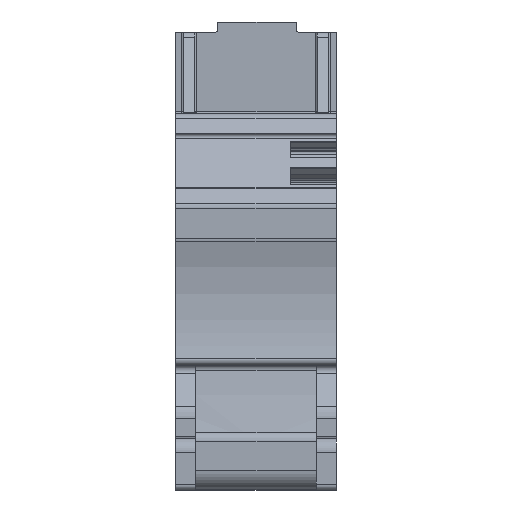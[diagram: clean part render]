
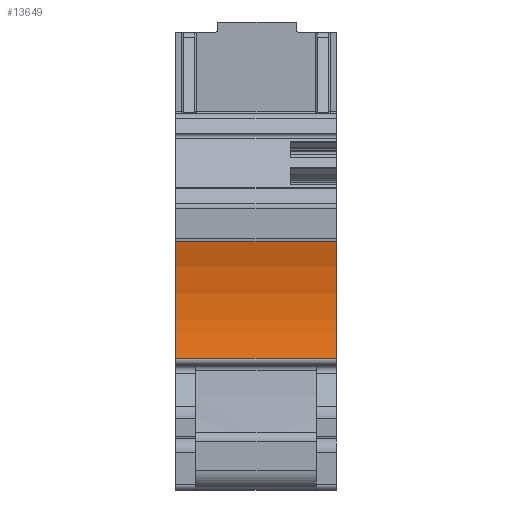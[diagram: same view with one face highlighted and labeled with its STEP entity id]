
A CAD part, front view. The second image highlights one B-rep face of the part: STEP entity #13649.
In plain terms, the highlighted cylindrical face has radius 20.8 mm (diameter 41.6 mm), a partial arc.
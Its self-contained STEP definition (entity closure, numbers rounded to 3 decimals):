
#13597=AXIS2_PLACEMENT_3D('Cylinder Axis2P3D',#13594,#13595,#13596) ;
#13610=AXIS2_PLACEMENT_3D('Circle Axis2P3D',#13608,#13609,$) ;
#13617=AXIS2_PLACEMENT_3D('Circle Axis2P3D',#13615,#13616,$) ;
#13631=AXIS2_PLACEMENT_3D('Circle Axis2P3D',#13629,#13630,$) ;
#13638=AXIS2_PLACEMENT_3D('Circle Axis2P3D',#13636,#13637,$) ;
#13594=CARTESIAN_POINT('Axis2P3D Location',(8.,-19.244,19.024)) ;
#13599=CARTESIAN_POINT('Line Origine',(8.,0.744,24.777)) ;
#13603=CARTESIAN_POINT('Vertex',(0.,0.744,24.777)) ;
#13605=CARTESIAN_POINT('Vertex',(16.,0.744,24.777)) ;
#13608=CARTESIAN_POINT('Axis2P3D Location',(0.,-19.244,19.024)) ;
#13612=CARTESIAN_POINT('Vertex',(0.,1.448,16.911)) ;
#13615=CARTESIAN_POINT('Axis2P3D Location',(0.,-19.244,19.024)) ;
#13619=CARTESIAN_POINT('Vertex',(0.,0.692,13.092)) ;
#13622=CARTESIAN_POINT('Line Origine',(8.,0.692,13.092)) ;
#13626=CARTESIAN_POINT('Vertex',(16.,0.692,13.092)) ;
#13629=CARTESIAN_POINT('Axis2P3D Location',(16.,-19.244,19.024)) ;
#13633=CARTESIAN_POINT('Vertex',(16.,1.448,16.911)) ;
#13636=CARTESIAN_POINT('Axis2P3D Location',(16.,-19.244,19.024)) ;
#13595=DIRECTION('Axis2P3D Direction',(-1.,0.,0.)) ;
#13596=DIRECTION('Axis2P3D XDirection',(0.,0.959,0.283)) ;
#13600=DIRECTION('Vector Direction',(-1.,0.,0.)) ;
#13609=DIRECTION('Axis2P3D Direction',(-1.,0.,0.)) ;
#13616=DIRECTION('Axis2P3D Direction',(-1.,0.,0.)) ;
#13623=DIRECTION('Vector Direction',(-1.,0.,0.)) ;
#13630=DIRECTION('Axis2P3D Direction',(-1.,0.,0.)) ;
#13637=DIRECTION('Axis2P3D Direction',(-1.,0.,0.)) ;
#13601=VECTOR('Line Direction',#13600,1.) ;
#13624=VECTOR('Line Direction',#13623,1.) ;
#13642=ORIENTED_EDGE('',*,*,#13607,.F.) ;
#13643=ORIENTED_EDGE('',*,*,#13614,.F.) ;
#13644=ORIENTED_EDGE('',*,*,#13621,.F.) ;
#13645=ORIENTED_EDGE('',*,*,#13628,.F.) ;
#13646=ORIENTED_EDGE('',*,*,#13635,.T.) ;
#13647=ORIENTED_EDGE('',*,*,#13640,.T.) ;
#13649=ADVANCED_FACE('48009_KLTR_ZSI2X6-4X25_1180\\KLTR_ZSI2x6_4x2-5',(#13648),#13598,.F.) ;
#13611=CIRCLE('generated circle',#13610,20.8) ;
#13618=CIRCLE('generated circle',#13617,20.8) ;
#13632=CIRCLE('generated circle',#13631,20.8) ;
#13639=CIRCLE('generated circle',#13638,20.8) ;
#13598=CYLINDRICAL_SURFACE('generated cylinder',#13597,20.8) ;
#13607=EDGE_CURVE('',#13604,#13606,#13602,.F.) ;
#13614=EDGE_CURVE('',#13613,#13604,#13611,.F.) ;
#13621=EDGE_CURVE('',#13620,#13613,#13618,.F.) ;
#13628=EDGE_CURVE('',#13627,#13620,#13625,.T.) ;
#13635=EDGE_CURVE('',#13627,#13634,#13632,.F.) ;
#13640=EDGE_CURVE('',#13634,#13606,#13639,.F.) ;
#13641=EDGE_LOOP('',(#13642,#13643,#13644,#13645,#13646,#13647)) ;
#13648=FACE_OUTER_BOUND('',#13641,.T.) ;
#13602=LINE('Line',#13599,#13601) ;
#13625=LINE('Line',#13622,#13624) ;
#13604=VERTEX_POINT('',#13603) ;
#13606=VERTEX_POINT('',#13605) ;
#13613=VERTEX_POINT('',#13612) ;
#13620=VERTEX_POINT('',#13619) ;
#13627=VERTEX_POINT('',#13626) ;
#13634=VERTEX_POINT('',#13633) ;
